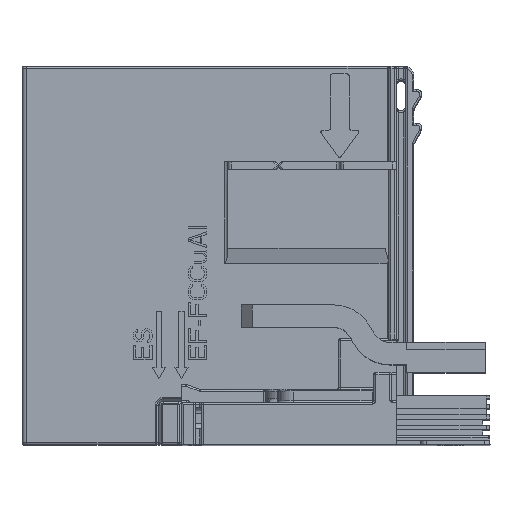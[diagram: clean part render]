
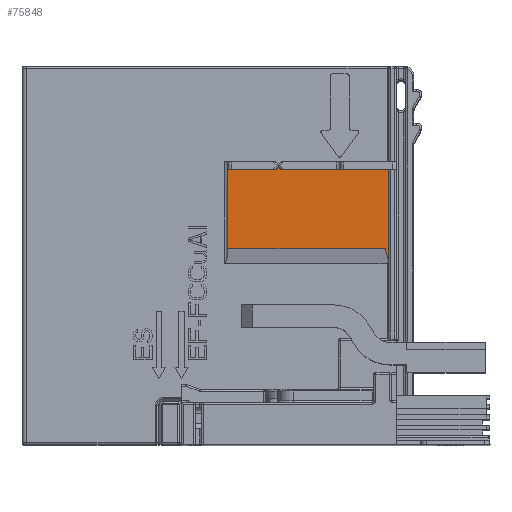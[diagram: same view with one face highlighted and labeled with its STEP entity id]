
A CAD part, top view. The second image highlights one B-rep face of the part: STEP entity #75848.
In plain terms, the highlighted planar face has unit normal (0, 0, 1).
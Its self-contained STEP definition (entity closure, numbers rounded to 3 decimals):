
#9609=DIRECTION('',(1.,0.,0.));
#9610=VECTOR('',#9609,42.);
#9611=CARTESIAN_POINT('',(-166.75,19.2,
-20.95));
#9612=LINE('',#9611,#9610);
#9662=DIRECTION('',(-0.243,0.97,0.));
#9663=VECTOR('',#9662,4.123);
#9664=CARTESIAN_POINT('',(-123.75,15.2,
-20.95));
#9665=LINE('',#9664,#9663);
#9666=DIRECTION('',(1.,0.,0.));
#9667=VECTOR('',#9666,12.535);
#9668=CARTESIAN_POINT('',(-166.75,40.2,
-20.95));
#9669=LINE('',#9668,#9667);
#9670=CARTESIAN_POINT('',(-154.215,40.7,
-20.95));
#9671=DIRECTION('',(0.,0.,1.));
#9672=DIRECTION('',(0.,-1.,0.));
#9673=AXIS2_PLACEMENT_3D('',#9670,#9671,#9672);
#9675=DIRECTION('',(0.781,0.625,0.));
#9676=VECTOR('',#9675,0.785);
#9677=CARTESIAN_POINT('',(-153.903,40.31,
-20.95));
#9678=LINE('',#9677,#9676);
#9679=DIRECTION('',(0.781,-0.625,0.));
#9680=VECTOR('',#9679,0.785);
#9681=CARTESIAN_POINT('',(-153.29,40.8,
-20.95));
#9682=LINE('',#9681,#9680);
#9683=CARTESIAN_POINT('',(-152.365,40.7,
-20.95));
#9684=DIRECTION('',(0.,0.,1.));
#9685=DIRECTION('',(-0.625,-0.781,0.));
#9686=AXIS2_PLACEMENT_3D('',#9683,#9684,#9685);
#9688=DIRECTION('',(1.,0.,0.));
#9689=VECTOR('',#9688,28.615);
#9690=CARTESIAN_POINT('',(-152.365,40.2,
-20.95));
#9691=LINE('',#9690,#9689);
#9696=DIRECTION('',(0.,1.,0.));
#9697=VECTOR('',#9696,25.);
#9698=CARTESIAN_POINT('',(-123.75,15.2,
-20.95));
#9699=LINE('',#9698,#9697);
#9899=DIRECTION('',(0.,-1.,0.));
#9900=VECTOR('',#9899,21.);
#9901=CARTESIAN_POINT('',(-166.75,40.2,
-20.95));
#9902=LINE('',#9901,#9900);
#56595=CARTESIAN_POINT('',(-152.365,40.2,
-20.95));
#56596=CARTESIAN_POINT('',(-123.75,40.2,
-20.95));
#56597=VERTEX_POINT('',#56595);
#56598=VERTEX_POINT('',#56596);
#56629=CARTESIAN_POINT('',(-166.75,40.2,
-20.95));
#56630=CARTESIAN_POINT('',(-154.215,40.2,
-20.95));
#56631=VERTEX_POINT('',#56629);
#56632=VERTEX_POINT('',#56630);
#56651=CARTESIAN_POINT('',(-123.75,15.2,
-20.95));
#56652=VERTEX_POINT('',#56651);
#56653=CARTESIAN_POINT('',(-166.75,19.2,
-20.95));
#56654=CARTESIAN_POINT('',(-124.75,19.2,
-20.95));
#56655=VERTEX_POINT('',#56653);
#56656=VERTEX_POINT('',#56654);
#57773=CARTESIAN_POINT('',(-152.677,40.31,
-20.95));
#57774=VERTEX_POINT('',#57773);
#57775=CARTESIAN_POINT('',(-153.29,40.8,
-20.95));
#57776=VERTEX_POINT('',#57775);
#57779=CARTESIAN_POINT('',(-153.903,40.31,
-20.95));
#57780=VERTEX_POINT('',#57779);
#75822=CARTESIAN_POINT('',(-145.25,28.,
-20.95));
#75823=DIRECTION('',(0.,0.,1.));
#75824=DIRECTION('',(0.,1.,0.));
#75825=AXIS2_PLACEMENT_3D('',#75822,#75823,#75824);
#75826=PLANE('',#75825);
#75828=ORIENTED_EDGE('',*,*,#75827,.F.);
#75830=ORIENTED_EDGE('',*,*,#75829,.T.);
#75831=ORIENTED_EDGE('',*,*,#75803,.F.);
#75833=ORIENTED_EDGE('',*,*,#75832,.F.);
#75835=ORIENTED_EDGE('',*,*,#75834,.T.);
#75837=ORIENTED_EDGE('',*,*,#75836,.T.);
#75839=ORIENTED_EDGE('',*,*,#75838,.T.);
#75841=ORIENTED_EDGE('',*,*,#75840,.T.);
#75843=ORIENTED_EDGE('',*,*,#75842,.T.);
#75845=ORIENTED_EDGE('',*,*,#75844,.T.);
#75846=EDGE_LOOP('',(#75828,#75830,#75831,#75833,#75835,#75837,#75839,#75841,
#75843,#75845));
#75847=FACE_OUTER_BOUND('',#75846,.F.);
#9674=CIRCLE('',#9673,0.5);
#9687=CIRCLE('',#9686,0.5);
#75803=EDGE_CURVE('',#56655,#56656,#9612,.T.);
#75827=EDGE_CURVE('',#56652,#56598,#9699,.T.);
#75829=EDGE_CURVE('',#56652,#56656,#9665,.T.);
#75832=EDGE_CURVE('',#56631,#56655,#9902,.T.);
#75834=EDGE_CURVE('',#56631,#56632,#9669,.T.);
#75836=EDGE_CURVE('',#56632,#57780,#9674,.T.);
#75838=EDGE_CURVE('',#57780,#57776,#9678,.T.);
#75840=EDGE_CURVE('',#57776,#57774,#9682,.T.);
#75842=EDGE_CURVE('',#57774,#56597,#9687,.T.);
#75844=EDGE_CURVE('',#56597,#56598,#9691,.T.);
#75848=ADVANCED_FACE('',(#75847),#75826,.T.);
